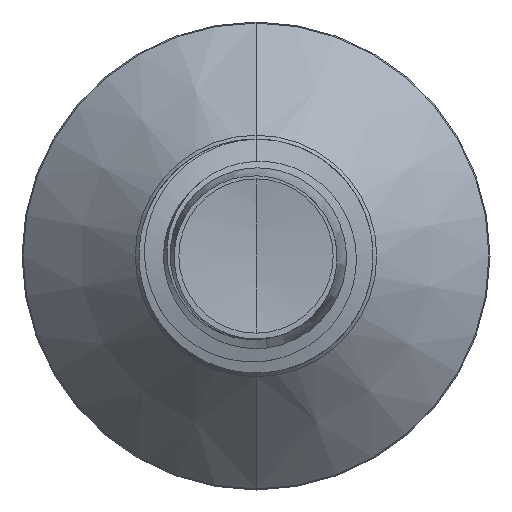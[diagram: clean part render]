
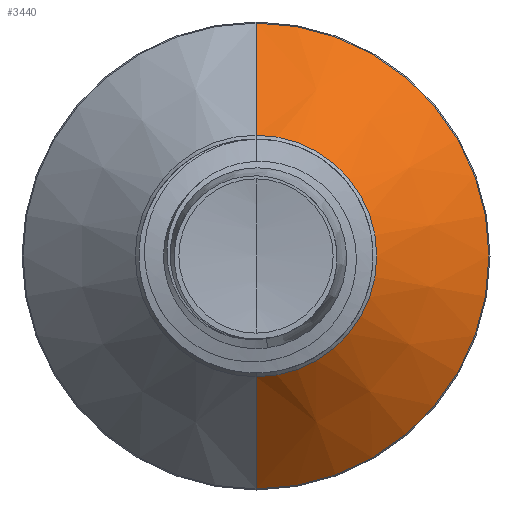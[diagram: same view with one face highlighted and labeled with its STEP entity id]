
A CAD part, front view. The second image highlights one B-rep face of the part: STEP entity #3440.
In plain terms, the highlighted conical face has half-angle 45 degrees and reference radius 4.129 mm.
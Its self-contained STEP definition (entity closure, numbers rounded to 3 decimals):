
#59 = DIRECTION ( 'NONE',  ( 0., 1., 0. ) ) ;
#427 = DIRECTION ( 'NONE',  ( 0., 1., 0. ) ) ;
#1714 = VERTEX_POINT ( 'NONE', #3791 ) ;
#3440 = ADVANCED_FACE ( 'NONE', ( #15751 ), #10461, .T. ) ;
#3584 = ORIENTED_EDGE ( 'NONE', *, *, #11115, .T. ) ;
#3791 = CARTESIAN_POINT ( 'NONE',  ( 0., 14.015, 7.965 ) ) ;
#4812 = VECTOR ( 'NONE', #14332, 1000. ) ;
#5461 = VERTEX_POINT ( 'NONE', #6981 ) ;
#5832 = DIRECTION ( 'NONE',  ( 0., 1., 0. ) ) ;
#6317 = CARTESIAN_POINT ( 'NONE',  ( 0., 10.179, 4.129 ) ) ;
#6506 = CARTESIAN_POINT ( 'NONE',  ( 0., 10.179, 0. ) ) ;
#6858 = DIRECTION ( 'NONE',  ( 0., 0., 1. ) ) ;
#6981 = CARTESIAN_POINT ( 'NONE',  ( 0., 14.015, -7.965 ) ) ;
#6991 = AXIS2_PLACEMENT_3D ( 'NONE', #9462, #59, #10882 ) ;
#7156 = VERTEX_POINT ( 'NONE', #10780 ) ;
#7488 = EDGE_CURVE ( 'NONE', #11580, #7156, #16837, .T. ) ;
#8548 = ORIENTED_EDGE ( 'NONE', *, *, #16996, .F. ) ;
#8786 = EDGE_LOOP ( 'NONE', ( #9673, #3584, #12059, #8548 ) ) ;
#9390 = CIRCLE ( 'NONE', #6991, 7.965 ) ;
#9462 = CARTESIAN_POINT ( 'NONE',  ( 0., 14.015, 0. ) ) ;
#9673 = ORIENTED_EDGE ( 'NONE', *, *, #7488, .T. ) ;
#9772 = DIRECTION ( 'NONE',  ( 0., 0.707, -0.707 ) ) ;
#9806 = CARTESIAN_POINT ( 'NONE',  ( 0., 10.179, 0. ) ) ;
#10461 = CONICAL_SURFACE ( 'NONE', #14129, 4.129, 0.785 ) ;
#10780 = CARTESIAN_POINT ( 'NONE',  ( 0., 10.179, -4.129 ) ) ;
#10882 = DIRECTION ( 'NONE',  ( 0., 0., 1. ) ) ;
#11115 = EDGE_CURVE ( 'NONE', #7156, #5461, #15126, .T. ) ;
#11180 = DIRECTION ( 'NONE',  ( 0., 0., 1. ) ) ;
#11580 = VERTEX_POINT ( 'NONE', #6317 ) ;
#12059 = ORIENTED_EDGE ( 'NONE', *, *, #13843, .F. ) ;
#12146 = VECTOR ( 'NONE', #9772, 1000. ) ;
#13217 = CARTESIAN_POINT ( 'NONE',  ( 0., 10.179, 4.129 ) ) ;
#13229 = LINE ( 'NONE', #13217, #4812 ) ;
#13544 = CARTESIAN_POINT ( 'NONE',  ( 0., 10.179, -4.129 ) ) ;
#13843 = EDGE_CURVE ( 'NONE', #1714, #5461, #9390, .T. ) ;
#14041 = AXIS2_PLACEMENT_3D ( 'NONE', #9806, #427, #11180 ) ;
#14129 = AXIS2_PLACEMENT_3D ( 'NONE', #6506, #5832, #6858 ) ;
#14332 = DIRECTION ( 'NONE',  ( 0., 0.707, 0.707 ) ) ;
#15126 = LINE ( 'NONE', #13544, #12146 ) ;
#15751 = FACE_OUTER_BOUND ( 'NONE', #8786, .T. ) ;
#16837 = CIRCLE ( 'NONE', #14041, 4.129 ) ;
#16996 = EDGE_CURVE ( 'NONE', #11580, #1714, #13229, .T. ) ;
